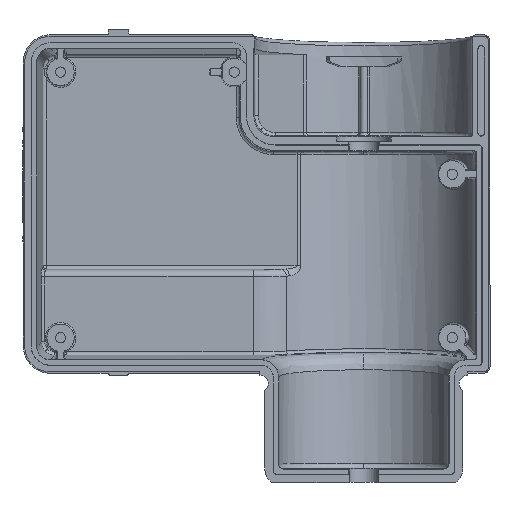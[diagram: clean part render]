
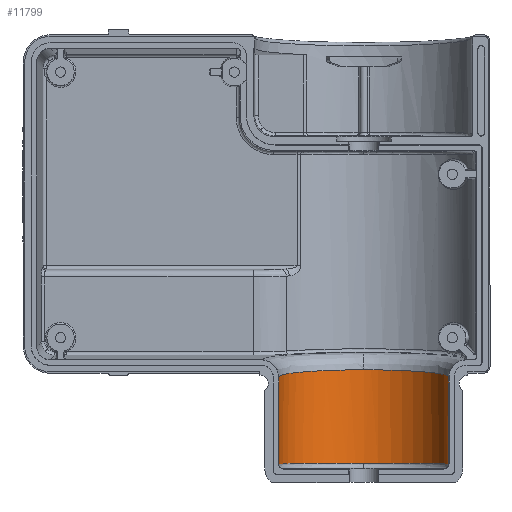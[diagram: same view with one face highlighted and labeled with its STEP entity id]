
A CAD part, front view. The second image highlights one B-rep face of the part: STEP entity #11799.
In plain terms, the highlighted cylindrical face has radius 12.5 mm (diameter 25 mm), a partial arc.
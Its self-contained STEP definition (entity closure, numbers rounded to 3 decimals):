
#23 = AXIS2_PLACEMENT_3D ( 'NONE', #9048, #11159, #9304 ) ;
#1747 = EDGE_CURVE ( 'NONE', #4019, #25458, #23736, .T. ) ;
#1855 = EDGE_CURVE ( 'NONE', #25458, #12906, #32873, .T. ) ;
#2777 = VERTEX_POINT ( 'NONE', #3948 ) ;
#3783 = VERTEX_POINT ( 'NONE', #23946 ) ;
#3948 = CARTESIAN_POINT ( 'NONE',  ( 28.5, -2.5, -40.5 ) ) ;
#4019 = VERTEX_POINT ( 'NONE', #5746 ) ;
#4327 = CARTESIAN_POINT ( 'NONE',  ( 28.5, -2.5, -40.5 ) ) ;
#4335 = CARTESIAN_POINT ( 'NONE',  ( 28.5, 4.822, -40.44 ) ) ;
#4363 = CARTESIAN_POINT ( 'NONE',  ( 16., 10., -40.397 ) ) ;
#4436 = CARTESIAN_POINT ( 'NONE',  ( 23.322, 10., -40.397 ) ) ;
#5427 = CARTESIAN_POINT ( 'NONE',  ( 16., 10., -26.702 ) ) ;
#5472 = CARTESIAN_POINT ( 'NONE',  ( 3.5, -2.5, -27.751 ) ) ;
#5663 = CARTESIAN_POINT ( 'NONE',  ( 8.678, 10., -26.702 ) ) ;
#5746 = CARTESIAN_POINT ( 'NONE',  ( 16., 10., -26.702 ) ) ;
#5770 = CARTESIAN_POINT ( 'NONE',  ( 3.5, 4.822, -27.137 ) ) ;
#5871 = ORIENTED_EDGE ( 'NONE', *, *, #1855, .T. ) ;
#6065 = ORIENTED_EDGE ( 'NONE', *, *, #30290, .T. ) ;
#6177 = ORIENTED_EDGE ( 'NONE', *, *, #7163, .T. ) ;
#6540 = ORIENTED_EDGE ( 'NONE', *, *, #11068, .T. ) ;
#6957 = ORIENTED_EDGE ( 'NONE', *, *, #32154, .T. ) ;
#7029 = ORIENTED_EDGE ( 'NONE', *, *, #1747, .T. ) ;
#7163 = EDGE_CURVE ( 'NONE', #16665, #2777, #19094, .T. ) ;
#9048 = CARTESIAN_POINT ( 'NONE',  ( 16., -2.5, 33.005 ) ) ;
#9304 = DIRECTION ( 'NONE',  ( 1., 0., 0. ) ) ;
#9460 = CARTESIAN_POINT ( 'NONE',  ( 3.5, -2.5, -27.751 ) ) ;
#11068 = EDGE_CURVE ( 'NONE', #2777, #3783, #30021, .T. ) ;
#11159 = DIRECTION ( 'NONE',  ( 0., 0., 1. ) ) ;
#11799 = ADVANCED_FACE ( 'NONE', ( #12571 ), #12198, .F. ) ;
#12198 = CYLINDRICAL_SURFACE ( 'NONE', #23, 12.5 ) ;
#12571 = FACE_OUTER_BOUND ( 'NONE', #22332, .T. ) ;
#12906 = VERTEX_POINT ( 'NONE', #22385 ) ;
#14358 =( BOUNDED_CURVE ( )  B_SPLINE_CURVE ( 3, ( #17376, #17794, #17317, #17279 ),
 .UNSPECIFIED., .F., .F. ) 
 B_SPLINE_CURVE_WITH_KNOTS ( ( 4, 4 ),
 ( 4.712, 6.283 ),
 .UNSPECIFIED. ) 
 CURVE ( )  GEOMETRIC_REPRESENTATION_ITEM ( )  RATIONAL_B_SPLINE_CURVE ( ( 1., 0.805, 0.805, 1. ) ) 
 REPRESENTATION_ITEM ( '' )  );
#16665 = VERTEX_POINT ( 'NONE', #21740 ) ;
#17279 = CARTESIAN_POINT ( 'NONE',  ( 16., 10., -40.397 ) ) ;
#17317 = CARTESIAN_POINT ( 'NONE',  ( 8.678, 10., -40.397 ) ) ;
#17376 = CARTESIAN_POINT ( 'NONE',  ( 3.5, -2.5, -40.5 ) ) ;
#17794 = CARTESIAN_POINT ( 'NONE',  ( 3.5, 4.822, -40.44 ) ) ;
#19094 =( BOUNDED_CURVE ( )  B_SPLINE_CURVE ( 3, ( #4363, #4436, #4335, #4327 ),
 .UNSPECIFIED., .F., .T. ) 
 B_SPLINE_CURVE_WITH_KNOTS ( ( 4, 4 ),
 ( 0., 1.571 ),
 .UNSPECIFIED. ) 
 CURVE ( )  GEOMETRIC_REPRESENTATION_ITEM ( )  RATIONAL_B_SPLINE_CURVE ( ( 1., 0.805, 0.805, 1. ) ) 
 REPRESENTATION_ITEM ( '' )  );
#21740 = CARTESIAN_POINT ( 'NONE',  ( 16., 10., -40.397 ) ) ;
#21817 =( BOUNDED_CURVE ( )  B_SPLINE_CURVE ( 3, ( #30110, #26087, #26225, #25717 ),
 .UNSPECIFIED., .F., .T. ) 
 B_SPLINE_CURVE_WITH_KNOTS ( ( 4, 4 ),
 ( 4.712, 6.283 ),
 .UNSPECIFIED. ) 
 CURVE ( )  GEOMETRIC_REPRESENTATION_ITEM ( )  RATIONAL_B_SPLINE_CURVE ( ( 1., 0.805, 0.805, 1. ) ) 
 REPRESENTATION_ITEM ( '' )  );
#22332 = EDGE_LOOP ( 'NONE', ( #5871, #6065, #6177, #6540, #6957, #7029 ) ) ;
#22385 = CARTESIAN_POINT ( 'NONE',  ( 3.5, -2.5, -40.5 ) ) ;
#23736 =( BOUNDED_CURVE ( )  B_SPLINE_CURVE ( 3, ( #5427, #5663, #5770, #5472 ),
 .UNSPECIFIED., .F., .T. ) 
 B_SPLINE_CURVE_WITH_KNOTS ( ( 4, 4 ),
 ( 0., 1.571 ),
 .UNSPECIFIED. ) 
 CURVE ( )  GEOMETRIC_REPRESENTATION_ITEM ( )  RATIONAL_B_SPLINE_CURVE ( ( 1., 0.805, 0.805, 1. ) ) 
 REPRESENTATION_ITEM ( '' )  );
#23946 = CARTESIAN_POINT ( 'NONE',  ( 28.5, -2.5, -27.751 ) ) ;
#24135 = CARTESIAN_POINT ( 'NONE',  ( 3.5, -2.5, -27.751 ) ) ;
#24315 = DIRECTION ( 'NONE',  ( 0., 0., -1. ) ) ;
#25458 = VERTEX_POINT ( 'NONE', #9460 ) ;
#25717 = CARTESIAN_POINT ( 'NONE',  ( 16., 10., -26.702 ) ) ;
#26087 = CARTESIAN_POINT ( 'NONE',  ( 28.5, 4.822, -27.137 ) ) ;
#26225 = CARTESIAN_POINT ( 'NONE',  ( 23.322, 10., -26.702 ) ) ;
#30009 = DIRECTION ( 'NONE',  ( 0., 0., 1. ) ) ;
#30021 = LINE ( 'NONE', #30209, #32778 ) ;
#30110 = CARTESIAN_POINT ( 'NONE',  ( 28.5, -2.5, -27.751 ) ) ;
#30209 = CARTESIAN_POINT ( 'NONE',  ( 28.5, -2.5, -41.25 ) ) ;
#30290 = EDGE_CURVE ( 'NONE', #12906, #16665, #14358, .T. ) ;
#32154 = EDGE_CURVE ( 'NONE', #3783, #4019, #21817, .T. ) ;
#32302 = VECTOR ( 'NONE', #24315, 1000. ) ;
#32778 = VECTOR ( 'NONE', #30009, 1000. ) ;
#32873 = LINE ( 'NONE', #24135, #32302 ) ;
